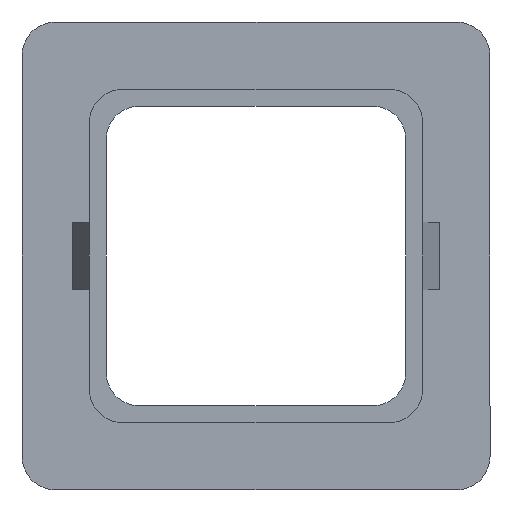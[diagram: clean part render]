
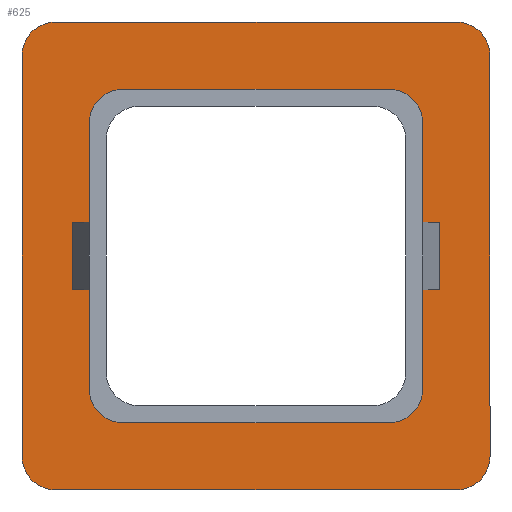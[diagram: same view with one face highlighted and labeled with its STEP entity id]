
A CAD part, left-side view. The second image highlights one B-rep face of the part: STEP entity #625.
In plain terms, the highlighted planar face has unit normal (-1, 0, 0).
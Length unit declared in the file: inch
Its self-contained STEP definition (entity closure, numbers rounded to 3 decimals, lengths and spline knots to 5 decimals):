
#15=FACE_BOUND('',#101,.T.);
#21=CIRCLE('',#683,0.125);
#22=CIRCLE('',#685,0.125);
#23=CIRCLE('',#686,0.125);
#24=CIRCLE('',#687,0.125);
#25=CIRCLE('',#688,0.125);
#26=CIRCLE('',#689,0.125);
#27=CIRCLE('',#690,0.125);
#28=CIRCLE('',#691,0.125);
#65=FACE_OUTER_BOUND('',#100,.T.);
#100=EDGE_LOOP('',(#445,#446,#447,#448,#449,#450,#451,#452));
#101=EDGE_LOOP('',(#453,#454,#455,#456,#457,#458,#459,#460));
#151=LINE('',#968,#217);
#152=LINE('',#972,#218);
#153=LINE('',#976,#219);
#154=LINE('',#979,#220);
#155=LINE('',#982,#221);
#156=LINE('',#986,#222);
#157=LINE('',#990,#223);
#158=LINE('',#994,#224);
#217=VECTOR('',#778,0.3937);
#218=VECTOR('',#781,0.3937);
#219=VECTOR('',#784,0.3937);
#220=VECTOR('',#787,0.3937);
#221=VECTOR('',#788,0.3937);
#222=VECTOR('',#791,0.3937);
#223=VECTOR('',#794,0.3937);
#224=VECTOR('',#797,0.3937);
#277=VERTEX_POINT('',#961);
#278=VERTEX_POINT('',#963);
#279=VERTEX_POINT('',#967);
#280=VERTEX_POINT('',#969);
#281=VERTEX_POINT('',#971);
#282=VERTEX_POINT('',#973);
#283=VERTEX_POINT('',#975);
#284=VERTEX_POINT('',#977);
#285=VERTEX_POINT('',#980);
#286=VERTEX_POINT('',#981);
#287=VERTEX_POINT('',#983);
#288=VERTEX_POINT('',#985);
#289=VERTEX_POINT('',#987);
#290=VERTEX_POINT('',#989);
#291=VERTEX_POINT('',#991);
#292=VERTEX_POINT('',#993);
#343=EDGE_CURVE('',#277,#278,#21,.T.);
#345=EDGE_CURVE('',#279,#277,#151,.T.);
#346=EDGE_CURVE('',#280,#279,#22,.T.);
#347=EDGE_CURVE('',#281,#280,#152,.T.);
#348=EDGE_CURVE('',#282,#281,#23,.T.);
#349=EDGE_CURVE('',#283,#282,#153,.T.);
#350=EDGE_CURVE('',#284,#283,#24,.T.);
#351=EDGE_CURVE('',#278,#284,#154,.T.);
#352=EDGE_CURVE('',#285,#286,#155,.T.);
#353=EDGE_CURVE('',#287,#286,#25,.F.);
#354=EDGE_CURVE('',#287,#288,#156,.T.);
#355=EDGE_CURVE('',#289,#288,#26,.F.);
#356=EDGE_CURVE('',#289,#290,#157,.T.);
#357=EDGE_CURVE('',#291,#290,#27,.F.);
#358=EDGE_CURVE('',#291,#292,#158,.T.);
#359=EDGE_CURVE('',#285,#292,#28,.F.);
#445=ORIENTED_EDGE('',*,*,#343,.F.);
#446=ORIENTED_EDGE('',*,*,#345,.F.);
#447=ORIENTED_EDGE('',*,*,#346,.F.);
#448=ORIENTED_EDGE('',*,*,#347,.F.);
#449=ORIENTED_EDGE('',*,*,#348,.F.);
#450=ORIENTED_EDGE('',*,*,#349,.F.);
#451=ORIENTED_EDGE('',*,*,#350,.F.);
#452=ORIENTED_EDGE('',*,*,#351,.F.);
#453=ORIENTED_EDGE('',*,*,#352,.T.);
#454=ORIENTED_EDGE('',*,*,#353,.F.);
#455=ORIENTED_EDGE('',*,*,#354,.T.);
#456=ORIENTED_EDGE('',*,*,#355,.F.);
#457=ORIENTED_EDGE('',*,*,#356,.T.);
#458=ORIENTED_EDGE('',*,*,#357,.F.);
#459=ORIENTED_EDGE('',*,*,#358,.T.);
#460=ORIENTED_EDGE('',*,*,#359,.F.);
#601=PLANE('',#684);
#625=ADVANCED_FACE('',(#65,#15),#601,.F.);
#683=AXIS2_PLACEMENT_3D('',#964,#773,#774);
#684=AXIS2_PLACEMENT_3D('',#966,#776,#777);
#685=AXIS2_PLACEMENT_3D('',#970,#779,#780);
#686=AXIS2_PLACEMENT_3D('',#974,#782,#783);
#687=AXIS2_PLACEMENT_3D('',#978,#785,#786);
#688=AXIS2_PLACEMENT_3D('',#984,#789,#790);
#689=AXIS2_PLACEMENT_3D('',#988,#792,#793);
#690=AXIS2_PLACEMENT_3D('',#992,#795,#796);
#691=AXIS2_PLACEMENT_3D('',#995,#798,#799);
#773=DIRECTION('center_axis',(1.,0.,0.));
#774=DIRECTION('ref_axis',(0.,0.707,0.707));
#776=DIRECTION('center_axis',(1.,0.,0.));
#777=DIRECTION('ref_axis',(0.,0.,-1.));
#778=DIRECTION('',(0.,0.,1.));
#779=DIRECTION('center_axis',(1.,0.,0.));
#780=DIRECTION('ref_axis',(0.,0.707,-0.707));
#781=DIRECTION('',(0.,1.,0.));
#782=DIRECTION('center_axis',(1.,0.,0.));
#783=DIRECTION('ref_axis',(0.,-0.707,-0.707));
#784=DIRECTION('',(0.,0.,-1.));
#785=DIRECTION('center_axis',(1.,0.,0.));
#786=DIRECTION('ref_axis',(0.,-0.707,0.707));
#787=DIRECTION('',(0.,-1.,0.));
#788=DIRECTION('',(0.,1.,0.));
#789=DIRECTION('center_axis',(1.,0.,0.));
#790=DIRECTION('ref_axis',(0.,0.707,-0.707));
#791=DIRECTION('',(0.,0.,1.));
#792=DIRECTION('center_axis',(1.,0.,0.));
#793=DIRECTION('ref_axis',(0.,0.707,0.707));
#794=DIRECTION('',(0.,-1.,0.));
#795=DIRECTION('center_axis',(1.,0.,0.));
#796=DIRECTION('ref_axis',(0.,-0.707,0.707));
#797=DIRECTION('',(0.,0.,-1.));
#798=DIRECTION('center_axis',(1.,0.,0.));
#799=DIRECTION('ref_axis',(0.,-0.707,-0.707));
#961=CARTESIAN_POINT('',(0.5,0.87,0.745));
#963=CARTESIAN_POINT('',(0.5,0.745,0.87));
#964=CARTESIAN_POINT('Origin',(0.5,0.745,0.745));
#966=CARTESIAN_POINT('Origin',(0.5,0.,0.));
#967=CARTESIAN_POINT('',(0.5,0.87,-0.745));
#968=CARTESIAN_POINT('',(0.5,0.87,-0.87));
#969=CARTESIAN_POINT('',(0.5,0.745,-0.87));
#970=CARTESIAN_POINT('Origin',(0.5,0.745,-0.745));
#971=CARTESIAN_POINT('',(0.5,-0.745,-0.87));
#972=CARTESIAN_POINT('',(0.5,-0.87,-0.87));
#973=CARTESIAN_POINT('',(0.5,-0.87,-0.745));
#974=CARTESIAN_POINT('Origin',(0.5,-0.745,-0.745));
#975=CARTESIAN_POINT('',(0.5,-0.87,0.745));
#976=CARTESIAN_POINT('',(0.5,-0.87,0.87));
#977=CARTESIAN_POINT('',(0.5,-0.745,0.87));
#978=CARTESIAN_POINT('Origin',(0.5,-0.745,0.745));
#979=CARTESIAN_POINT('',(0.5,0.87,0.87));
#980=CARTESIAN_POINT('',(0.5,-0.495,-0.62));
#981=CARTESIAN_POINT('',(0.5,0.495,-0.62));
#982=CARTESIAN_POINT('',(0.5,-0.62,-0.62));
#983=CARTESIAN_POINT('',(0.5,0.62,-0.495));
#984=CARTESIAN_POINT('Origin',(0.5,0.495,-0.495));
#985=CARTESIAN_POINT('',(0.5,0.62,0.495));
#986=CARTESIAN_POINT('',(0.5,0.62,-0.62));
#987=CARTESIAN_POINT('',(0.5,0.495,0.62));
#988=CARTESIAN_POINT('Origin',(0.5,0.495,0.495));
#989=CARTESIAN_POINT('',(0.5,-0.495,0.62));
#990=CARTESIAN_POINT('',(0.5,0.62,0.62));
#991=CARTESIAN_POINT('',(0.5,-0.62,0.495));
#992=CARTESIAN_POINT('Origin',(0.5,-0.495,0.495));
#993=CARTESIAN_POINT('',(0.5,-0.62,-0.495));
#994=CARTESIAN_POINT('',(0.5,-0.62,0.62));
#995=CARTESIAN_POINT('Origin',(0.5,-0.495,-0.495));
